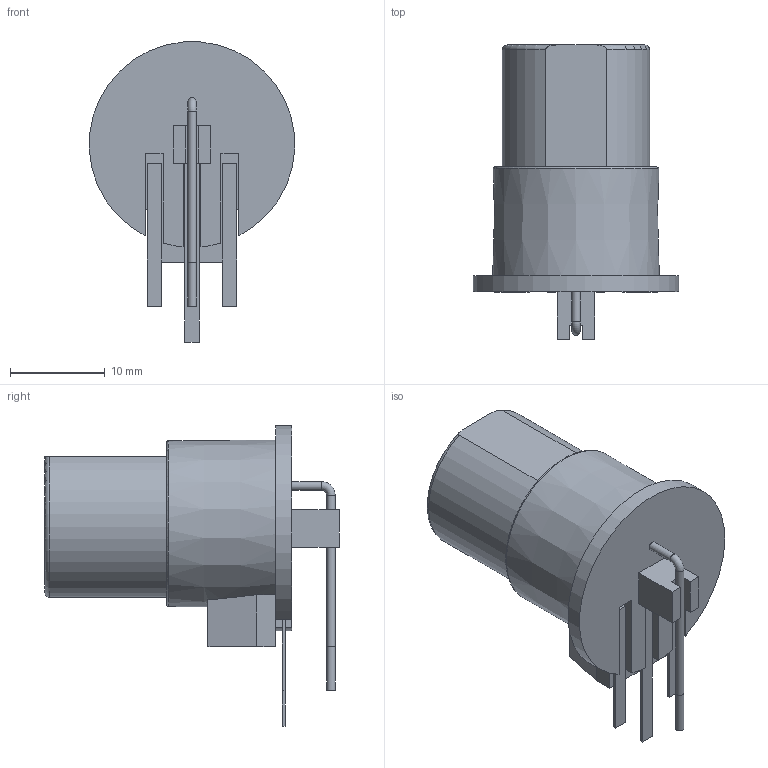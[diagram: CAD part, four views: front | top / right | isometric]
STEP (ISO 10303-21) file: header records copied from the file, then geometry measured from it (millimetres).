
FILE_DESCRIPTION(/* description */ (''),/* implementation_level */ '2;1');
FILE_NAME(/* name */ 'E3FRA-XLR-F v5.step',/* time_stamp */ '2022-07-01T14:25:24-07:00',/* author */ (''),/* organization */ (''),/* preprocessor_version */ 'ST-DEVELOPER v19',/* originating_system */ 'Autodesk Translation Framework v11.7.0.108',/* authorisation */ '');
FILE_SCHEMA (('AUTOMOTIVE_DESIGN { 1 0 10303 214 3 1 1 }'));
Length unit declared in the file: millimetre
Products named in the file (1): E3FRA-XLR-F
Bounding box: 21.7 x 31.12 x 31.73 mm (x, y, z)
Volume: 5649.5 mm3; surface area: 3150.1 mm2
Topology: 6 solids, 6 shells, 71 faces, 158 edges, 104 vertices
Faces by surface type: plane 55, cylinder 11, cone 2, torus 2, bspline 1
Full cylindrical faces by diameter (mm): 0.9 x3, 1.75 x1, 4.05 x3
Entity records: 2131 total; most frequent: CARTESIAN_POINT 472, DIRECTION 331, ORIENTED_EDGE 316, EDGE_CURVE 158, LINE 119, VECTOR 119, AXIS2_PLACEMENT_3D 106, VERTEX_POINT 104
